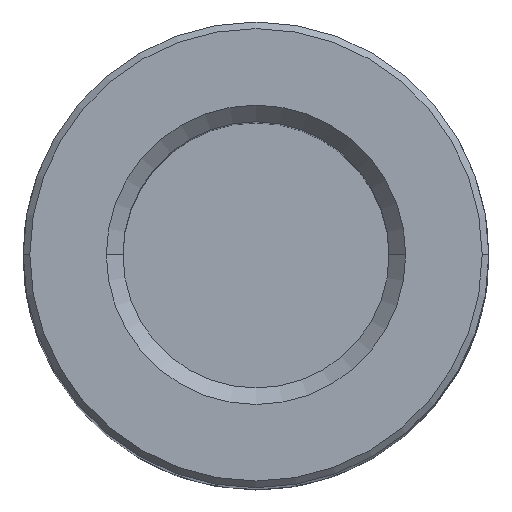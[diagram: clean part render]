
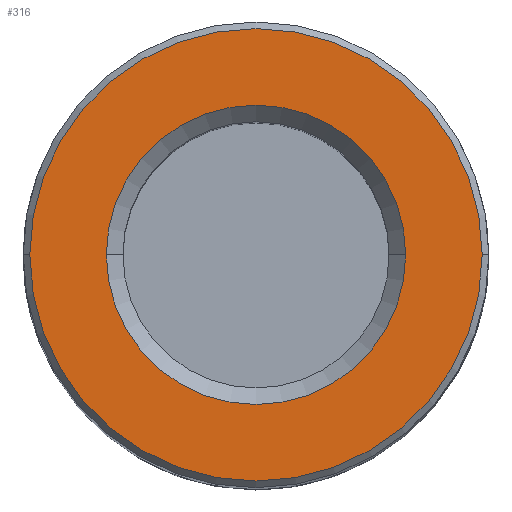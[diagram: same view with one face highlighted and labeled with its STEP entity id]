
A CAD part, top view. The second image highlights one B-rep face of the part: STEP entity #316.
In plain terms, the highlighted planar face has unit normal (0, 0, 1).
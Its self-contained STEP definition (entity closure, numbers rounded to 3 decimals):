
#40 = EDGE_CURVE ( 'NONE', #545, #371, #508, .T. ) ;
#58 = DIRECTION ( 'NONE',  ( 0., 0., 1. ) ) ;
#141 = DIRECTION ( 'NONE',  ( 0., 0., 1. ) ) ;
#150 = CARTESIAN_POINT ( 'NONE',  ( -11.25, 0., 100. ) ) ;
#176 = EDGE_CURVE ( 'NONE', #371, #545, #218, .T. ) ;
#204 = CARTESIAN_POINT ( 'NONE',  ( 11.25, 0., 100. ) ) ;
#218 = CIRCLE ( 'NONE', #799, 11.25 ) ;
#245 = AXIS2_PLACEMENT_3D ( 'NONE', #481, #826, #763 ) ;
#262 = DIRECTION ( 'NONE',  ( 1., 0., 0. ) ) ;
#316 = ADVANCED_FACE ( 'NONE', ( #742, #393 ), #607, .T. ) ;
#361 = AXIS2_PLACEMENT_3D ( 'NONE', #557, #58, #635 ) ;
#371 = VERTEX_POINT ( 'NONE', #150 ) ;
#393 = FACE_BOUND ( 'NONE', #412, .T. ) ;
#412 = EDGE_LOOP ( 'NONE', ( #576, #824 ) ) ;
#464 = ORIENTED_EDGE ( 'NONE', *, *, #467, .T. ) ;
#467 = EDGE_CURVE ( 'NONE', #903, #578, #743, .T. ) ;
#478 = CARTESIAN_POINT ( 'NONE',  ( 0., 0., 100. ) ) ;
#481 = CARTESIAN_POINT ( 'NONE',  ( 0., 0., 100. ) ) ;
#483 = DIRECTION ( 'NONE',  ( 0., 0., 1. ) ) ;
#496 = ORIENTED_EDGE ( 'NONE', *, *, #856, .T. ) ;
#508 = CIRCLE ( 'NONE', #245, 11.25 ) ;
#545 = VERTEX_POINT ( 'NONE', #204 ) ;
#554 = CARTESIAN_POINT ( 'NONE',  ( 17., 0., 100. ) ) ;
#557 = CARTESIAN_POINT ( 'NONE',  ( 0., 0., 100. ) ) ;
#576 = ORIENTED_EDGE ( 'NONE', *, *, #40, .F. ) ;
#578 = VERTEX_POINT ( 'NONE', #861 ) ;
#588 = AXIS2_PLACEMENT_3D ( 'NONE', #649, #483, #262 ) ;
#589 = CIRCLE ( 'NONE', #894, 17. ) ;
#607 = PLANE ( 'NONE',  #361 ) ;
#609 = CARTESIAN_POINT ( 'NONE',  ( 0., 0., 100. ) ) ;
#610 = EDGE_LOOP ( 'NONE', ( #496, #464 ) ) ;
#624 = DIRECTION ( 'NONE',  ( 0., 0., 1. ) ) ;
#635 = DIRECTION ( 'NONE',  ( 1., 0., 0. ) ) ;
#649 = CARTESIAN_POINT ( 'NONE',  ( 0., 0., 100. ) ) ;
#742 = FACE_OUTER_BOUND ( 'NONE', #610, .T. ) ;
#743 = CIRCLE ( 'NONE', #588, 17. ) ;
#763 = DIRECTION ( 'NONE',  ( 1., 0., 0. ) ) ;
#799 = AXIS2_PLACEMENT_3D ( 'NONE', #478, #624, #908 ) ;
#824 = ORIENTED_EDGE ( 'NONE', *, *, #176, .F. ) ;
#826 = DIRECTION ( 'NONE',  ( 0., 0., 1. ) ) ;
#856 = EDGE_CURVE ( 'NONE', #578, #903, #589, .T. ) ;
#861 = CARTESIAN_POINT ( 'NONE',  ( -17., 0., 100. ) ) ;
#889 = DIRECTION ( 'NONE',  ( 1., 0., 0. ) ) ;
#894 = AXIS2_PLACEMENT_3D ( 'NONE', #609, #141, #889 ) ;
#903 = VERTEX_POINT ( 'NONE', #554 ) ;
#908 = DIRECTION ( 'NONE',  ( 1., 0., 0. ) ) ;
